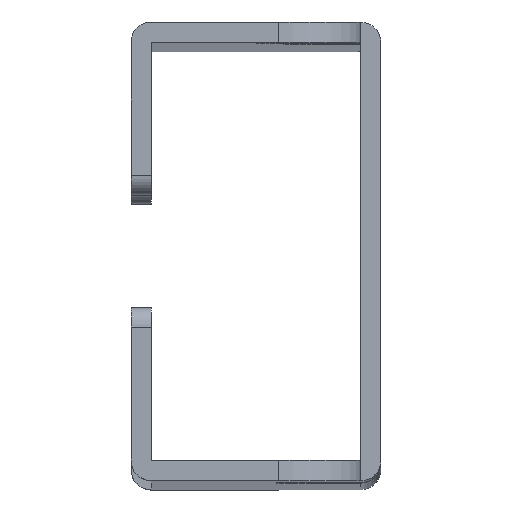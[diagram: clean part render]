
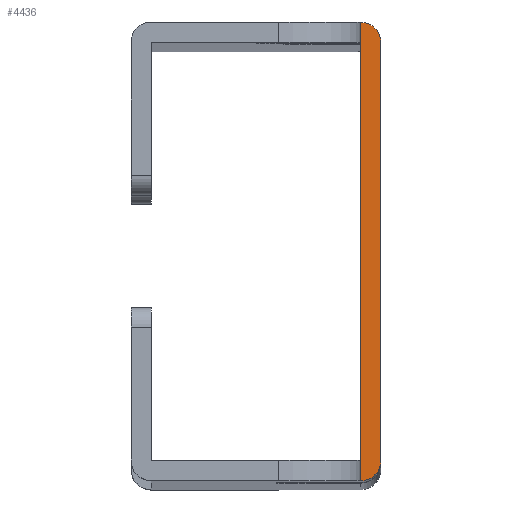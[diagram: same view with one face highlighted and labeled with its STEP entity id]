
A CAD part, top view. The second image highlights one B-rep face of the part: STEP entity #4436.
In plain terms, the highlighted planar face has unit normal (0, 0, 1).
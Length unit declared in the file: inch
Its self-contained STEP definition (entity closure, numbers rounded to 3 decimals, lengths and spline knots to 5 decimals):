
#139=DIRECTION('',(0.,-1.,0.));
#140=VECTOR('',#139,0.062);
#141=CARTESIAN_POINT('',(-0.062,0.702,7.803));
#142=LINE('',#141,#140);
#143=CARTESIAN_POINT('',(-0.062,0.64,7.803));
#144=DIRECTION('',(0.,0.,-1.));
#145=DIRECTION('',(0.,1.,0.));
#146=AXIS2_PLACEMENT_3D('',#143,#144,#145);
#148=CARTESIAN_POINT('',(-0.062,-0.64,7.803));
#149=DIRECTION('',(0.,0.,-1.));
#150=DIRECTION('',(1.,0.,0.));
#151=AXIS2_PLACEMENT_3D('',#148,#149,#150);
#153=DIRECTION('',(0.,-1.,0.));
#154=VECTOR('',#153,0.062);
#155=CARTESIAN_POINT('',(-0.062,-0.64,7.803));
#156=LINE('',#155,#154);
#173=DIRECTION('',(0.,-1.,0.));
#174=VECTOR('',#173,1.28);
#175=CARTESIAN_POINT('',(-0.062,0.64,7.803));
#176=LINE('',#175,#174);
#578=DIRECTION('',(0.,1.,0.));
#579=VECTOR('',#578,1.28);
#580=CARTESIAN_POINT('',(0.,-0.64,7.803));
#581=LINE('',#580,#579);
#3647=CARTESIAN_POINT('',(-0.062,0.64,7.803));
#3648=CARTESIAN_POINT('',(-0.062,-0.64,7.803));
#3649=VERTEX_POINT('',#3647);
#3650=VERTEX_POINT('',#3648);
#3651=CARTESIAN_POINT('',(0.,-0.64,7.803));
#3652=CARTESIAN_POINT('',(0.,0.64,7.803));
#3653=VERTEX_POINT('',#3651);
#3654=VERTEX_POINT('',#3652);
#3655=CARTESIAN_POINT('',(-0.062,-0.702,7.803));
#3656=VERTEX_POINT('',#3655);
#3657=CARTESIAN_POINT('',(-0.062,0.702,7.803));
#3658=VERTEX_POINT('',#3657);
#4418=CARTESIAN_POINT('',(0.,0.,7.803));
#4419=DIRECTION('',(0.,0.,1.));
#4420=DIRECTION('',(0.,-1.,0.));
#4421=AXIS2_PLACEMENT_3D('',#4418,#4419,#4420);
#4422=PLANE('',#4421);
#4424=ORIENTED_EDGE('',*,*,#4423,.F.);
#4425=ORIENTED_EDGE('',*,*,#4411,.F.);
#4427=ORIENTED_EDGE('',*,*,#4426,.T.);
#4429=ORIENTED_EDGE('',*,*,#4428,.F.);
#4431=ORIENTED_EDGE('',*,*,#4430,.T.);
#4433=ORIENTED_EDGE('',*,*,#4432,.F.);
#4434=EDGE_LOOP('',(#4424,#4425,#4427,#4429,#4431,#4433));
#4435=FACE_OUTER_BOUND('',#4434,.F.);
#4436=ADVANCED_FACE('',(#4435),#4422,.T.);
#147=CIRCLE('',#146,0.062);
#152=CIRCLE('',#151,0.062);
#4411=EDGE_CURVE('',#3658,#3649,#142,.T.);
#4423=EDGE_CURVE('',#3649,#3650,#176,.T.);
#4426=EDGE_CURVE('',#3658,#3654,#147,.T.);
#4428=EDGE_CURVE('',#3653,#3654,#581,.T.);
#4430=EDGE_CURVE('',#3653,#3656,#152,.T.);
#4432=EDGE_CURVE('',#3650,#3656,#156,.T.);
